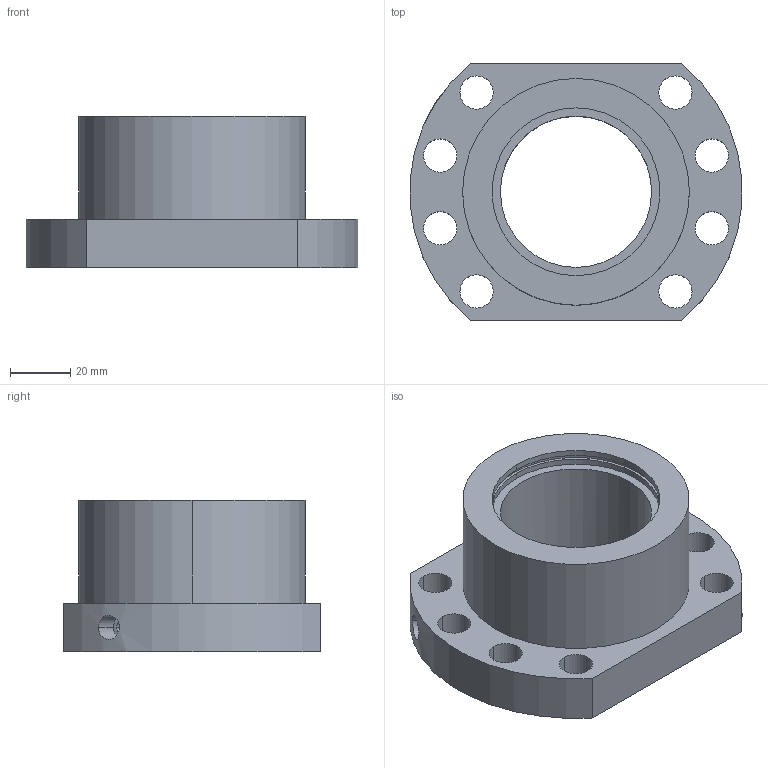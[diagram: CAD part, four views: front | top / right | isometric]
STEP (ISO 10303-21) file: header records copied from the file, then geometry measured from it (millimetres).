
FILE_DESCRIPTION((''),'2;1');
FILE_NAME('R50-5K6-FSC','2011-02-09T',('cstsai'),(''),'PRO/ENGINEER BY PARAMETRIC TECHNOLOGY CORPORATION, 2010280','PRO/ENGINEER BY PARAMETRIC TECHNOLOGY CORPORATION, 2010280','');
FILE_SCHEMA(('CONFIG_CONTROL_DESIGN'));
Length unit declared in the file: millimetre
Products named in the file (1): R50-5K6-FSC
Bounding box: 109.65 x 85 x 50 mm (x, y, z)
Volume: 166312.1 mm3; surface area: 38259.3 mm2
Topology: 1 solids, 1 shells, 50 faces, 126 edges, 84 vertices
Faces by surface type: cylinder 38, plane 12
Entity records: 1665 total; most frequent: CARTESIAN_POINT 315, DIRECTION 294, ORIENTED_EDGE 252, EDGE_CURVE 126, AXIS2_PLACEMENT_3D 124, VERTEX_POINT 84, EDGE_LOOP 76, CIRCLE 74
